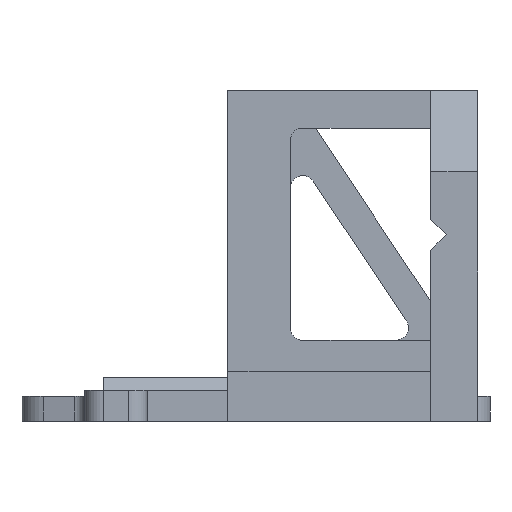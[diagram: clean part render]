
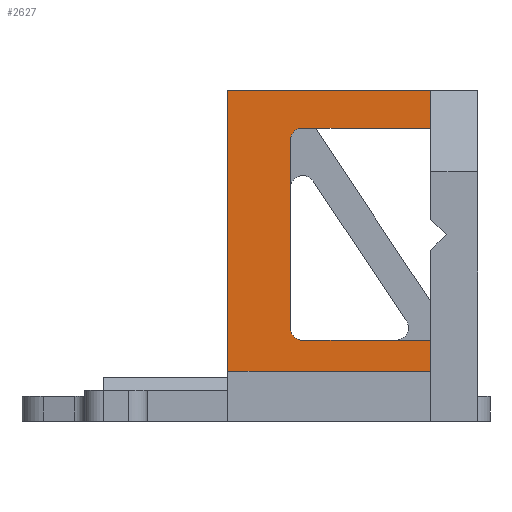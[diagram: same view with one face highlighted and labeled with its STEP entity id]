
A CAD part, front view. The second image highlights one B-rep face of the part: STEP entity #2627.
In plain terms, the highlighted planar face has unit normal (0, -1, 0).
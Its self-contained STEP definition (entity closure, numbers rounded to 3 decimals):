
#34 = DIRECTION ( 'NONE',  ( 1., 0., 0. ) ) ;
#63 = DIRECTION ( 'NONE',  ( 0., 0., -1. ) ) ;
#123 = CARTESIAN_POINT ( 'NONE',  ( 23.734, -6.175, 10. ) ) ;
#183 = AXIS2_PLACEMENT_3D ( 'NONE', #1392, #2111, #3221 ) ;
#199 = CARTESIAN_POINT ( 'NONE',  ( -14.266, -6.175, -2. ) ) ;
#213 = EDGE_CURVE ( 'NONE', #2162, #339, #1958, .T. ) ;
#233 = VERTEX_POINT ( 'NONE', #2191 ) ;
#252 = ORIENTED_EDGE ( 'NONE', *, *, #1407, .T. ) ;
#294 = LINE ( 'NONE', #1559, #1731 ) ;
#298 = VECTOR ( 'NONE', #3258, 1000. ) ;
#314 = VECTOR ( 'NONE', #63, 1000. ) ;
#339 = VERTEX_POINT ( 'NONE', #3284 ) ;
#516 = EDGE_CURVE ( 'NONE', #233, #2162, #1791, .T. ) ;
#564 = LINE ( 'NONE', #2688, #1470 ) ;
#667 = VERTEX_POINT ( 'NONE', #4248 ) ;
#907 = ORIENTED_EDGE ( 'NONE', *, *, #213, .T. ) ;
#1033 = ORIENTED_EDGE ( 'NONE', *, *, #1136, .T. ) ;
#1101 = VERTEX_POINT ( 'NONE', #3691 ) ;
#1136 = EDGE_CURVE ( 'NONE', #339, #3580, #4416, .T. ) ;
#1165 = VECTOR ( 'NONE', #2322, 1000. ) ;
#1274 = VERTEX_POINT ( 'NONE', #2061 ) ;
#1328 = ORIENTED_EDGE ( 'NONE', *, *, #4665, .T. ) ;
#1330 = VECTOR ( 'NONE', #34, 1000. ) ;
#1392 = CARTESIAN_POINT ( 'NONE',  ( 15.734, -6.175, -2. ) ) ;
#1407 = EDGE_CURVE ( 'NONE', #1274, #667, #294, .T. ) ;
#1444 = VECTOR ( 'NONE', #3183, 1000. ) ;
#1470 = VECTOR ( 'NONE', #2657, 1000. ) ;
#1475 = CARTESIAN_POINT ( 'NONE',  ( -21.266, -6.175, -22.5 ) ) ;
#1486 = EDGE_CURVE ( 'NONE', #667, #233, #2859, .T. ) ;
#1501 = LINE ( 'NONE', #2531, #298 ) ;
#1528 = DIRECTION ( 'NONE',  ( 0., 1., 0. ) ) ;
#1538 = VERTEX_POINT ( 'NONE', #3627 ) ;
#1559 = CARTESIAN_POINT ( 'NONE',  ( -16.266, -6.175, -22.5 ) ) ;
#1587 = DIRECTION ( 'NONE',  ( 0., 0., 1. ) ) ;
#1731 = VECTOR ( 'NONE', #1587, 1000. ) ;
#1791 = LINE ( 'NONE', #2340, #1165 ) ;
#1920 = LINE ( 'NONE', #3737, #314 ) ;
#1958 = CIRCLE ( 'NONE', #183, 2. ) ;
#1976 = AXIS2_PLACEMENT_3D ( 'NONE', #123, #1528, #4094 ) ;
#2013 = CARTESIAN_POINT ( 'NONE',  ( 23.734, -6.175, -22.5 ) ) ;
#2023 = EDGE_CURVE ( 'NONE', #1101, #1538, #3260, .T. ) ;
#2061 = CARTESIAN_POINT ( 'NONE',  ( -16.266, -6.175, -22.5 ) ) ;
#2099 = CARTESIAN_POINT ( 'NONE',  ( 23.734, -6.175, -22.5 ) ) ;
#2111 = DIRECTION ( 'NONE',  ( 0., 1., 0. ) ) ;
#2162 = VERTEX_POINT ( 'NONE', #4514 ) ;
#2191 = CARTESIAN_POINT ( 'NONE',  ( -14.266, -6.175, 0. ) ) ;
#2213 = EDGE_LOOP ( 'NONE', ( #3341, #252, #3951, #4728, #907, #1033, #4399, #2834, #2452, #1328 ) ) ;
#2322 = DIRECTION ( 'NONE',  ( 1., 0., 0. ) ) ;
#2340 = CARTESIAN_POINT ( 'NONE',  ( 15.734, -6.175, 0. ) ) ;
#2345 = DIRECTION ( 'NONE',  ( -1., 0., 0. ) ) ;
#2452 = ORIENTED_EDGE ( 'NONE', *, *, #2023, .F. ) ;
#2531 = CARTESIAN_POINT ( 'NONE',  ( 23.734, -6.175, -22.5 ) ) ;
#2581 = EDGE_CURVE ( 'NONE', #1538, #4384, #1920, .T. ) ;
#2626 = CARTESIAN_POINT ( 'NONE',  ( -21.266, -6.175, 10. ) ) ;
#2627 = ADVANCED_FACE ( 'NONE', ( #3748 ), #3720, .F. ) ;
#2657 = DIRECTION ( 'NONE',  ( 0., 0., -1. ) ) ;
#2688 = CARTESIAN_POINT ( 'NONE',  ( -21.266, -6.175, 10. ) ) ;
#2703 = CARTESIAN_POINT ( 'NONE',  ( 17.734, -6.175, -22.5 ) ) ;
#2757 = DIRECTION ( 'NONE',  ( 0., 1., 0. ) ) ;
#2819 = CARTESIAN_POINT ( 'NONE',  ( 17.734, -6.175, -22.5 ) ) ;
#2834 = ORIENTED_EDGE ( 'NONE', *, *, #2581, .F. ) ;
#2859 = CIRCLE ( 'NONE', #3524, 2. ) ;
#3183 = DIRECTION ( 'NONE',  ( -1., 0., 0. ) ) ;
#3221 = DIRECTION ( 'NONE',  ( -1., 0., 0. ) ) ;
#3258 = DIRECTION ( 'NONE',  ( -1., 0., 0. ) ) ;
#3260 = LINE ( 'NONE', #2626, #1330 ) ;
#3284 = CARTESIAN_POINT ( 'NONE',  ( 17.734, -6.175, -2. ) ) ;
#3330 = LINE ( 'NONE', #2099, #1444 ) ;
#3341 = ORIENTED_EDGE ( 'NONE', *, *, #3638, .F. ) ;
#3524 = AXIS2_PLACEMENT_3D ( 'NONE', #199, #2757, #2345 ) ;
#3580 = VERTEX_POINT ( 'NONE', #2819 ) ;
#3627 = CARTESIAN_POINT ( 'NONE',  ( 23.734, -6.175, 10. ) ) ;
#3638 = EDGE_CURVE ( 'NONE', #1274, #4651, #3330, .T. ) ;
#3691 = CARTESIAN_POINT ( 'NONE',  ( -21.266, -6.175, 10. ) ) ;
#3720 = PLANE ( 'NONE',  #1976 ) ;
#3737 = CARTESIAN_POINT ( 'NONE',  ( 23.734, -6.175, 10. ) ) ;
#3748 = FACE_OUTER_BOUND ( 'NONE', #2213, .T. ) ;
#3938 = EDGE_CURVE ( 'NONE', #4384, #3580, #1501, .T. ) ;
#3951 = ORIENTED_EDGE ( 'NONE', *, *, #1486, .T. ) ;
#4094 = DIRECTION ( 'NONE',  ( -1., 0., 0. ) ) ;
#4193 = DIRECTION ( 'NONE',  ( 0., 0., -1. ) ) ;
#4248 = CARTESIAN_POINT ( 'NONE',  ( -16.266, -6.175, -2. ) ) ;
#4299 = VECTOR ( 'NONE', #4193, 1000. ) ;
#4384 = VERTEX_POINT ( 'NONE', #2013 ) ;
#4399 = ORIENTED_EDGE ( 'NONE', *, *, #3938, .F. ) ;
#4416 = LINE ( 'NONE', #2703, #4299 ) ;
#4514 = CARTESIAN_POINT ( 'NONE',  ( 15.734, -6.175, 0. ) ) ;
#4651 = VERTEX_POINT ( 'NONE', #1475 ) ;
#4665 = EDGE_CURVE ( 'NONE', #1101, #4651, #564, .T. ) ;
#4728 = ORIENTED_EDGE ( 'NONE', *, *, #516, .T. ) ;
